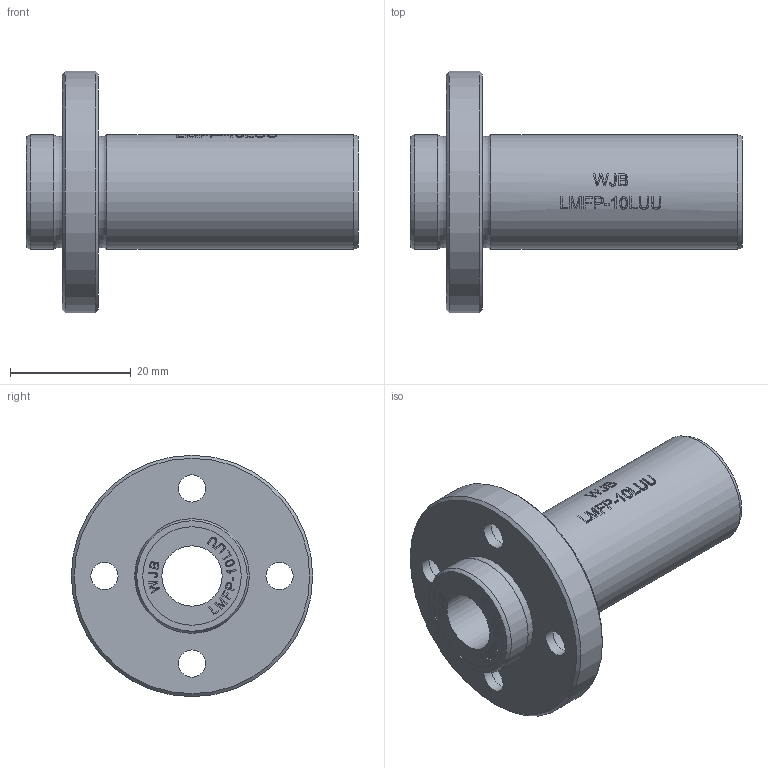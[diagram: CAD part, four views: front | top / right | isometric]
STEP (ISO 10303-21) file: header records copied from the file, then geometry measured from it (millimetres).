
FILE_DESCRIPTION(/* description */ (''),/* implementation_level */ '2;1');
FILE_NAME(/* name */ 'WJB-LMFP-10LUU-2.stp',/* time_stamp */ '2019-01-26T19:26:22+08:00',/* author */ (''),/* organization */ (''),/* preprocessor_version */ 'ST-DEVELOPER v11',/* originating_system */ 'SIEMENS UGS NX 6.0',/* authorisation */ '');
FILE_SCHEMA (('AUTOMOTIVE_DESIGN { 1 0 10303 214 1 1 1 1 }'));
Length unit declared in the file: millimetre
Products named in the file (1): ROCK97E1xq23
Bounding box: 55 x 40 x 40 mm (x, y, z)
Volume: 16028.9 mm3; surface area: 8121.3 mm2
Topology: 1 solids, 1 shells, 372 faces, 928 edges, 617 vertices
Faces by surface type: plane 239, extrusion 96, cylinder 31, torus 4, cone 2
Full cylindrical faces by diameter (mm): 4.5 x4, 8 x4, 10 x1, 16.3 x2, 19 x2, 40 x1
Entity records: 13863 total; most frequent: CARTESIAN_POINT 5536, ORIENTED_EDGE 1814, DIRECTION 1335, EDGE_CURVE 907, VERTEX_POINT 616, VECTOR 581, LINE 485, EDGE_LOOP 461
